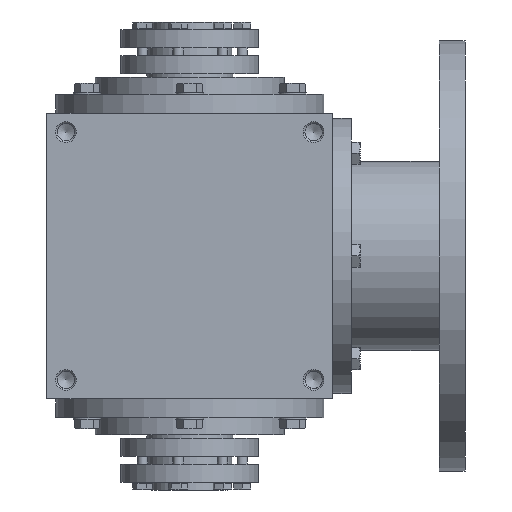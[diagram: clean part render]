
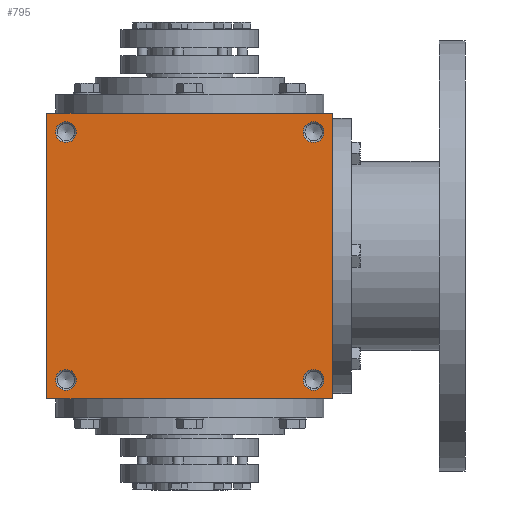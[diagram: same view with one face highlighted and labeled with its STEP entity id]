
A CAD part, front view. The second image highlights one B-rep face of the part: STEP entity #795.
In plain terms, the highlighted planar face has unit normal (0, -1, 0).
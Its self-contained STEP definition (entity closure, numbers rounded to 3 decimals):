
#795 = ADVANCED_FACE( '', ( #1698, #1699, #1700, #1701, #1702 ), #1703, .F. );
#1698 = FACE_BOUND( '', #2840, .T. );
#1699 = FACE_BOUND( '', #2841, .T. );
#1700 = FACE_BOUND( '', #2842, .T. );
#1701 = FACE_BOUND( '', #2843, .T. );
#1702 = FACE_OUTER_BOUND( '', #2844, .T. );
#1703 = PLANE( '', #2845 );
#2840 = EDGE_LOOP( '', ( #4394 ) );
#2841 = EDGE_LOOP( '', ( #4395 ) );
#2842 = EDGE_LOOP( '', ( #4396 ) );
#2843 = EDGE_LOOP( '', ( #4397 ) );
#2844 = EDGE_LOOP( '', ( #4398, #4399, #4400, #4401 ) );
#2845 = AXIS2_PLACEMENT_3D( '', #4402, #4403, #4404 );
#4394 = ORIENTED_EDGE( '', *, *, #6313, .T. );
#4395 = ORIENTED_EDGE( '', *, *, #6314, .T. );
#4396 = ORIENTED_EDGE( '', *, *, #6315, .F. );
#4397 = ORIENTED_EDGE( '', *, *, #6073, .F. );
#4398 = ORIENTED_EDGE( '', *, *, #6316, .T. );
#4399 = ORIENTED_EDGE( '', *, *, #6317, .F. );
#4400 = ORIENTED_EDGE( '', *, *, #6034, .F. );
#4401 = ORIENTED_EDGE( '', *, *, #6318, .T. );
#4402 = CARTESIAN_POINT( '', ( -83., -83., 83. ) );
#4403 = DIRECTION( '', ( 0., 1., 0. ) );
#4404 = DIRECTION( '', ( 0., 0., 1. ) );
#6034 = EDGE_CURVE( '', #7013, #7015, #7016, .T. );
#6073 = EDGE_CURVE( '', #7079, #7079, #7080, .T. );
#6313 = EDGE_CURVE( '', #7446, #7446, #7447, .T. );
#6314 = EDGE_CURVE( '', #7448, #7448, #7449, .T. );
#6315 = EDGE_CURVE( '', #7450, #7450, #7451, .T. );
#6316 = EDGE_CURVE( '', #7452, #7453, #7454, .T. );
#6317 = EDGE_CURVE( '', #7015, #7453, #7455, .T. );
#6318 = EDGE_CURVE( '', #7013, #7452, #7456, .T. );
#7013 = VERTEX_POINT( '', #8384 );
#7015 = VERTEX_POINT( '', #8387 );
#7016 = LINE( '', #8388, #8389 );
#7079 = VERTEX_POINT( '', #8474 );
#7080 = CIRCLE( '', #8475, 6. );
#7446 = VERTEX_POINT( '', #9034 );
#7447 = CIRCLE( '', #9035, 6. );
#7448 = VERTEX_POINT( '', #9036 );
#7449 = CIRCLE( '', #9037, 6. );
#7450 = VERTEX_POINT( '', #9038 );
#7451 = CIRCLE( '', #9039, 6. );
#7452 = VERTEX_POINT( '', #9040 );
#7453 = VERTEX_POINT( '', #9041 );
#7454 = LINE( '', #9042, #9043 );
#7455 = LINE( '', #9044, #9045 );
#7456 = LINE( '', #9046, #9047 );
#8384 = CARTESIAN_POINT( '', ( -83., -83., 83. ) );
#8387 = CARTESIAN_POINT( '', ( 83., -83., 83. ) );
#8388 = CARTESIAN_POINT( '', ( -83., -83., 83. ) );
#8389 = VECTOR( '', #10187, 1000. );
#8474 = CARTESIAN_POINT( '', ( 72., -83., 66. ) );
#8475 = AXIS2_PLACEMENT_3D( '', #10246, #10247, #10248 );
#9034 = CARTESIAN_POINT( '', ( -72., -83., -66. ) );
#9035 = AXIS2_PLACEMENT_3D( '', #10584, #10585, #10586 );
#9036 = CARTESIAN_POINT( '', ( -72., -83., 78. ) );
#9037 = AXIS2_PLACEMENT_3D( '', #10587, #10588, #10589 );
#9038 = CARTESIAN_POINT( '', ( 72., -83., -78. ) );
#9039 = AXIS2_PLACEMENT_3D( '', #10590, #10591, #10592 );
#9040 = CARTESIAN_POINT( '', ( -83., -83., -83. ) );
#9041 = CARTESIAN_POINT( '', ( 83., -83., -83. ) );
#9042 = CARTESIAN_POINT( '', ( -83., -83., -83. ) );
#9043 = VECTOR( '', #10593, 1000. );
#9044 = CARTESIAN_POINT( '', ( 83., -83., 83. ) );
#9045 = VECTOR( '', #10594, 1000. );
#9046 = CARTESIAN_POINT( '', ( -83., -83., 83. ) );
#9047 = VECTOR( '', #10595, 1000. );
#10187 = DIRECTION( '', ( 1., 0., 0. ) );
#10246 = CARTESIAN_POINT( '', ( 72., -83., 72. ) );
#10247 = DIRECTION( '', ( 0., -1., 0. ) );
#10248 = DIRECTION( '', ( 0., 0., -1. ) );
#10584 = CARTESIAN_POINT( '', ( -72., -83., -72. ) );
#10585 = DIRECTION( '', ( 0., 1., 0. ) );
#10586 = DIRECTION( '', ( 0., 0., 1. ) );
#10587 = CARTESIAN_POINT( '', ( -72., -83., 72. ) );
#10588 = DIRECTION( '', ( 0., 1., 0. ) );
#10589 = DIRECTION( '', ( 0., 0., 1. ) );
#10590 = CARTESIAN_POINT( '', ( 72., -83., -72. ) );
#10591 = DIRECTION( '', ( 0., -1., 0. ) );
#10592 = DIRECTION( '', ( 0., 0., -1. ) );
#10593 = DIRECTION( '', ( 1., 0., 0. ) );
#10594 = DIRECTION( '', ( 0., 0., -1. ) );
#10595 = DIRECTION( '', ( 0., 0., -1. ) );
